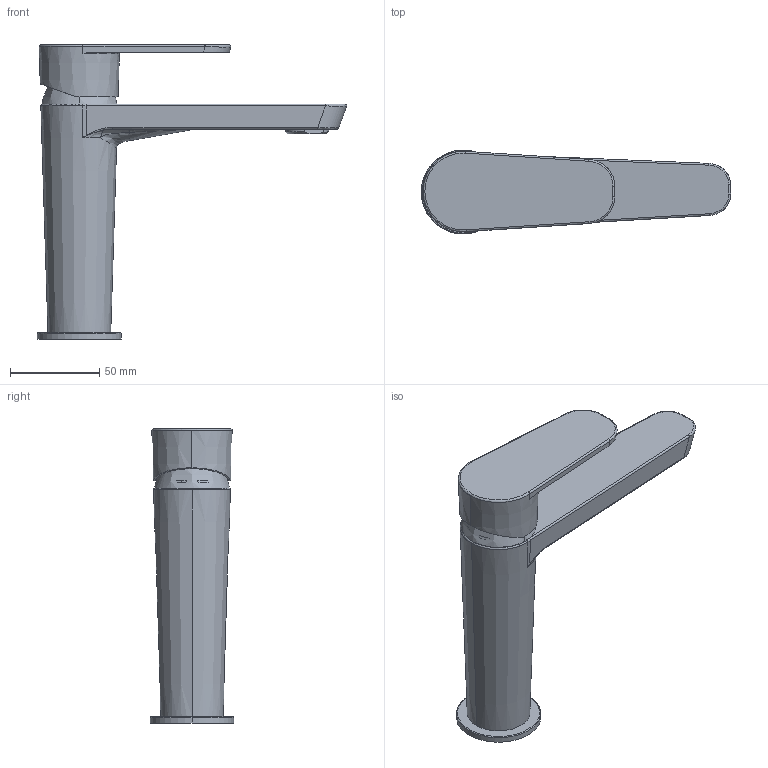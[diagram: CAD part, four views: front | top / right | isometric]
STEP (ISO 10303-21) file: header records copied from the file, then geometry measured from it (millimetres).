
FILE_DESCRIPTION (( 'STEP AP203' ), '1' );
FILE_NAME ('36A300352.STEP', '2017-05-31T15:58:52', ( '' ), ( '' ), 'SwSTEP 2.0', 'SolidWorks 2017', '' );
FILE_SCHEMA (( 'CONFIG_CONTROL_DESIGN' ));
Length unit declared in the file: millimetre
Products named in the file (10): CMFX0002_1; CMCV0004_1; 36A300352; MMBO0005; CMFX0003_1; CGSE0003_1; CVCA0010_1; CPAR0001_1; CPCV0002_1; CMHN0008_1
Assembly tree (9 placements, depth 2):
  36A300352
    CMCV0004_1
    MMBO0005
    CMFX0003_1
    CGSE0003_1
    CVCA0010_1
    CPAR0001_1
    CPCV0002_1
    CMHN0008_1
    CMFX0002_1
Bounding box: 173.09 x 47 x 164.6 mm (x, y, z)
Volume: 141316.8 mm3; surface area: 98367.7 mm2
Topology: 9 solids, 9 shells, 792 faces, 1947 edges, 1198 vertices
Faces by surface type: cylinder 278, bspline 247, plane 166, cone 92, torus 9
Entity records: 44831 total; most frequent: CARTESIAN_POINT 27033, ORIENTED_EDGE 3858, DIRECTION 3066, EDGE_CURVE 1929, AXIS2_PLACEMENT_3D 1243, VERTEX_POINT 1198, EDGE_LOOP 855, FACE_OUTER_BOUND 792
